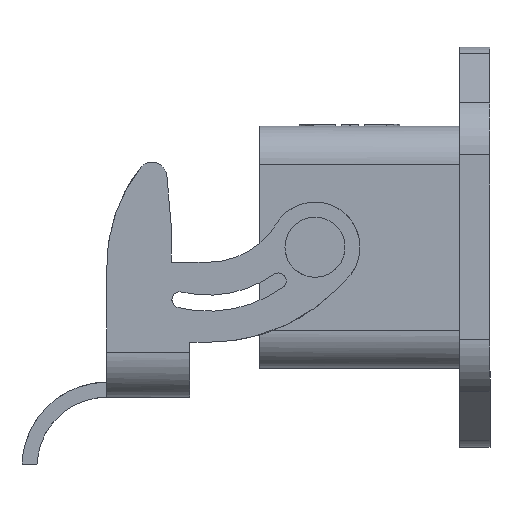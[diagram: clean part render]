
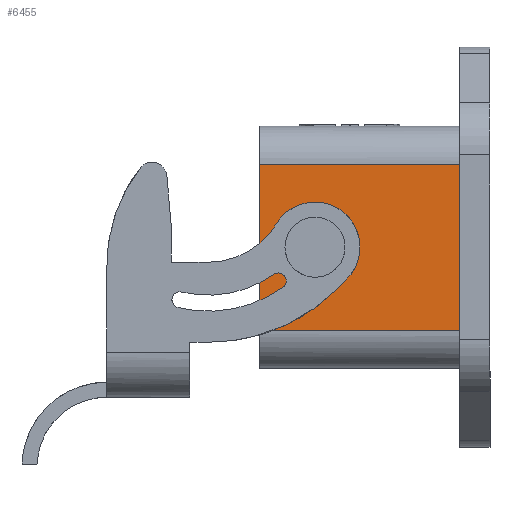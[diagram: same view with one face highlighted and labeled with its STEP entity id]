
A CAD part, left-side view. The second image highlights one B-rep face of the part: STEP entity #6455.
In plain terms, the highlighted free-form (B-spline) face has degree [1, 1] with [2, 2] control points.
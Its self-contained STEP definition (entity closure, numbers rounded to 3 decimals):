
#5818=CARTESIAN_POINT('V118',(-12.1,19.9,
   0.));
#5819=VERTEX_POINT('V118',#5818);
#5825=CARTESIAN_POINT('E133',(-12.1,19.9,
   0.));
#5826=CARTESIAN_POINT('E133',(-12.1,19.9,
   4.157));
#5827=CARTESIAN_POINT('E133',(-12.1,16.3,
   2.078));
#5828=CARTESIAN_POINT('E133',(-12.1,12.7,
   0.));
#5829=CARTESIAN_POINT('E133',(-12.1,16.3,
   -2.078));
#5830=CARTESIAN_POINT('E133',(-12.1,19.9,
   -4.157));
#5831=CARTESIAN_POINT('E133',(-12.1,19.9,
   0.));
#5839=(BOUNDED_CURVE()B_SPLINE_CURVE(2,(#5825,#5826,#5827,#5828,
   #5829,#5830,#5831),.CIRCULAR_ARC.,.T.,.U.)
   B_SPLINE_CURVE_WITH_KNOTS((3,2,2,3),(0.0,0.333,
   0.667,1.0),.UNSPECIFIED.)CURVE()
   GEOMETRIC_REPRESENTATION_ITEM()RATIONAL_B_SPLINE_CURVE((1.0,
   0.5,1.0,0.5,1.0,0.5,1.0)
   )REPRESENTATION_ITEM('E133'));
#5840=EDGE_CURVE('E133',#5819,#5819,#5839,.T.);
#6377=CARTESIAN_POINT('V348',(-12.1,23.0,
   -8.3));
#6378=VERTEX_POINT('V348',#6377);
#6392=CARTESIAN_POINT('V350',(-12.1,23.0,
   8.3));
#6393=VERTEX_POINT('V350',#6392);
#6394=CARTESIAN_POINT('E512',(-12.1,23.0,
   -8.3));
#6395=CARTESIAN_POINT('E512',(-12.1,23.0,
   8.3));
#6396=QUASI_UNIFORM_CURVE('E512',1,(#6394,#6395),.POLYLINE_FORM.,.F.,
   .U.);
#6397=EDGE_CURVE('E512',#6378,#6393,#6396,.T.);
#6425=CARTESIAN_POINT('F196',(-12.1,3.0,
   -8.3));
#6426=CARTESIAN_POINT('F196',(-12.1,3.0,
   8.3));
#6427=CARTESIAN_POINT('F196',(-12.1,23.0,
   -8.3));
#6428=CARTESIAN_POINT('F196',(-12.1,23.0,
   8.3));
#6429=QUASI_UNIFORM_SURFACE('F196',1,1,((#6425,#6427),(#6426,
   #6428)),.PLANE_SURF.,.F.,.F.,.U.);
#6430=CARTESIAN_POINT('V341',(-12.1,3.0,
   8.3));
#6431=VERTEX_POINT('V341',#6430);
#6432=CARTESIAN_POINT('V342',(-12.1,3.0,
   -8.3));
#6433=VERTEX_POINT('V342',#6432);
#6434=CARTESIAN_POINT('E496',(-12.1,3.0,
   8.3));
#6435=CARTESIAN_POINT('E496',(-12.1,3.0,
   -8.3));
#6436=QUASI_UNIFORM_CURVE('E496',1,(#6434,#6435),.POLYLINE_FORM.,.F.,
   .U.);
#6437=EDGE_CURVE('E496',#6431,#6433,#6436,.T.);
#6438=ORIENTED_EDGE('E496',*,*,#6437,.F.);
#6439=CARTESIAN_POINT('E510',(-12.1,3.0,
   8.3));
#6440=CARTESIAN_POINT('E510',(-12.1,23.0,
   8.3));
#6441=QUASI_UNIFORM_CURVE('E510',1,(#6439,#6440),.POLYLINE_FORM.,.F.,
   .U.);
#6442=EDGE_CURVE('E510',#6431,#6393,#6441,.T.);
#6443=ORIENTED_EDGE('E510',*,*,#6442,.T.);
#6444=ORIENTED_EDGE('E512',*,*,#6397,.F.);
#6445=CARTESIAN_POINT('E506',(-12.1,3.0,
   -8.3));
#6446=CARTESIAN_POINT('E506',(-12.1,23.0,
   -8.3));
#6447=QUASI_UNIFORM_CURVE('E506',1,(#6445,#6446),.POLYLINE_FORM.,.F.,
   .U.);
#6448=EDGE_CURVE('E506',#6433,#6378,#6447,.T.);
#6449=ORIENTED_EDGE('E506',*,*,#6448,.F.);
#6450=EDGE_LOOP('F196',(#6438,#6443,#6444,#6449));
#6451=FACE_OUTER_BOUND('F196',#6450,.T.);
#6452=ORIENTED_EDGE('E133',*,*,#5840,.T.);
#6453=EDGE_LOOP('F196',(#6452));
#6454=FACE_BOUND('F196',#6453,.T.);
#6455=ADVANCED_FACE('F196',(#6451,#6454),#6429,.T.);
